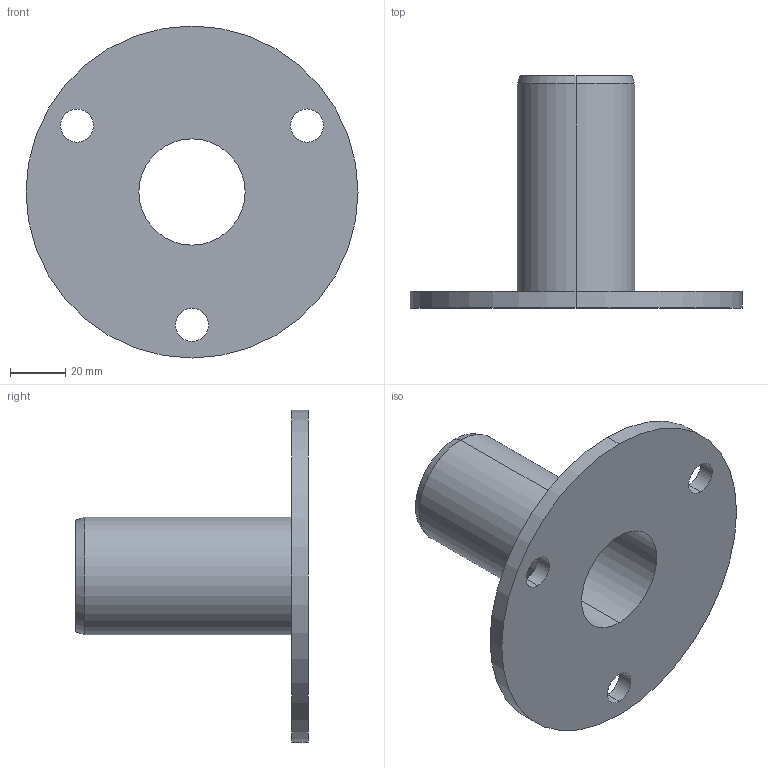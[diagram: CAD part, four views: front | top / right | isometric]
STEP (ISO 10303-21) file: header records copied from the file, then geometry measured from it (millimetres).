
FILE_DESCRIPTION (( 'STEP AP203' ), '1' );
FILE_NAME ('3D_GB3122_42.4x120_188683650.STEP', '2024-09-30T09:59:31', ( '' ), ( '' ), 'SwSTEP 2.0', 'SolidWorks 2024', '' );
FILE_SCHEMA (( 'CONFIG_CONTROL_DESIGN' ));
Length unit declared in the file: millimetre
Products named in the file (1): 3D_GB3122_42.4x120_188683650
Bounding box: 120 x 84 x 120 mm (x, y, z)
Volume: 78459.1 mm3; surface area: 42961.6 mm2
Topology: 1 solids, 1 shells, 17 faces, 40 edges, 26 vertices
Faces by surface type: cylinder 12, plane 3, cone 2
Entity records: 597 total; most frequent: DIRECTION 102, CARTESIAN_POINT 84, ORIENTED_EDGE 80, AXIS2_PLACEMENT_3D 44, EDGE_CURVE 40, VERTEX_POINT 26, EDGE_LOOP 26, CIRCLE 26
